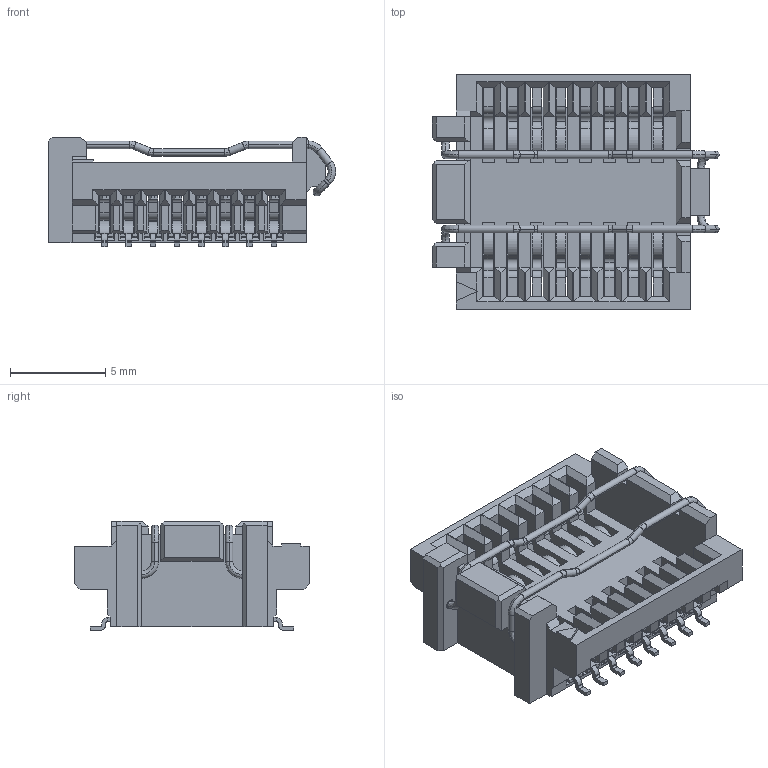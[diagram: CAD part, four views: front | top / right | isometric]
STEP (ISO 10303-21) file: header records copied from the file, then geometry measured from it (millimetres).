
FILE_DESCRIPTION (( 'STEP AP203' ), '1' );
FILE_NAME ('G6179-07000001-00.STEP', '2020-10-29T09:59:21', ( '' ), ( '' ), 'SwSTEP 2.0', 'SolidWorks 2013', '' );
FILE_SCHEMA (( 'CONFIG_CONTROL_DESIGN' ));
Length unit declared in the file: millimetre
Products named in the file (3): hsg; Assembly-1; G6179-07000001-00
Assembly tree (2 placements, depth 3):
  G6179-07000001-00
    Assembly-1
      hsg
Bounding box: 15.09 x 12.35 x 5.75 mm (x, y, z)
Volume: 325.5 mm3; surface area: 1183.1 mm2
Topology: 1 solids, 1 shells, 1628 faces, 4560 edges, 2874 vertices
Faces by surface type: plane 1334, cylinder 222, bspline 72
Entity records: 57653 total; most frequent: CARTESIAN_POINT 15716, ORIENTED_EDGE 9112, DIRECTION 8060, EDGE_CURVE 4556, VECTOR 3964, LINE 3964, VERTEX_POINT 2872, AXIS2_PLACEMENT_3D 2048
